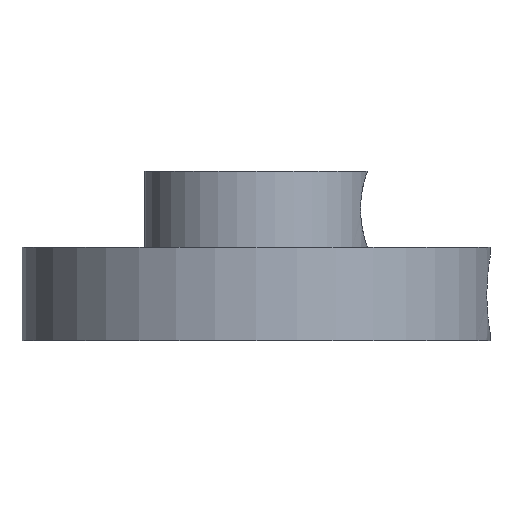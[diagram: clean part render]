
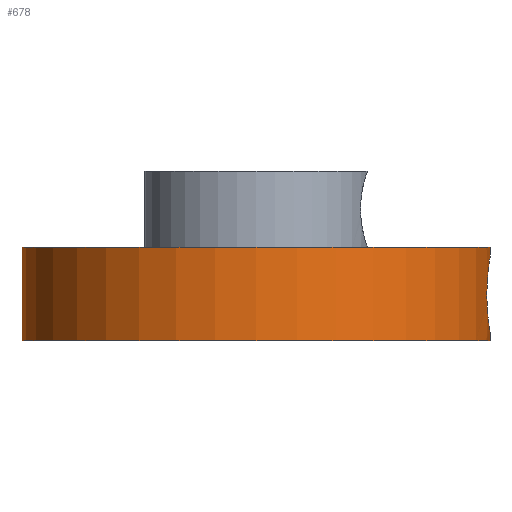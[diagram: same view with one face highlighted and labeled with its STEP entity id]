
A CAD part, front view. The second image highlights one B-rep face of the part: STEP entity #678.
In plain terms, the highlighted cylindrical face has radius 12.7 mm (diameter 25.4 mm), a partial arc.
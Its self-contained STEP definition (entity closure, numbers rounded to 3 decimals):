
#13 = CARTESIAN_POINT ( 'NONE',  ( 12.566, -1.843, 3.403 ) ) ;
#15 = CARTESIAN_POINT ( 'NONE',  ( 0., 0., 0. ) ) ;
#22 = CARTESIAN_POINT ( 'NONE',  ( 12.659, -1.029, 0.717 ) ) ;
#26 = CARTESIAN_POINT ( 'NONE',  ( 12.7, -0.134, 0.445 ) ) ;
#40 = DIRECTION ( 'NONE',  ( 0., 0., -1. ) ) ;
#71 = DIRECTION ( 'NONE',  ( 0., 0., -1. ) ) ;
#87 = CARTESIAN_POINT ( 'NONE',  ( -12.7, 0., 5.08 ) ) ;
#110 = CYLINDRICAL_SURFACE ( 'NONE', #345, 12.7 ) ;
#118 = CARTESIAN_POINT ( 'NONE',  ( 12.7, 0., 0.445 ) ) ;
#125 = CARTESIAN_POINT ( 'NONE',  ( 12.7, 0., 5.08 ) ) ;
#126 = CARTESIAN_POINT ( 'NONE',  ( 12.575, -1.778, 1.466 ) ) ;
#136 = DIRECTION ( 'NONE',  ( 0., 0., -1. ) ) ;
#140 = LINE ( 'NONE', #125, #1266 ) ;
#160 = EDGE_CURVE ( 'NONE', #464, #1016, #631, .T. ) ;
#187 = CARTESIAN_POINT ( 'NONE',  ( 12.698, -0.269, 4.531 ) ) ;
#198 = AXIS2_PLACEMENT_3D ( 'NONE', #495, #890, #1283 ) ;
#227 = CARTESIAN_POINT ( 'NONE',  ( 12.595, -1.63, 1.244 ) ) ;
#233 = ORIENTED_EDGE ( 'NONE', *, *, #484, .T. ) ;
#260 = EDGE_CURVE ( 'NONE', #464, #746, #140, .T. ) ;
#265 = CARTESIAN_POINT ( 'NONE',  ( -12.7, 0., 0. ) ) ;
#280 = CARTESIAN_POINT ( 'NONE',  ( 12.668, -0.91, 4.336 ) ) ;
#307 = CARTESIAN_POINT ( 'NONE',  ( 0., 0., 5.08 ) ) ;
#329 = CARTESIAN_POINT ( 'NONE',  ( 12.689, -0.533, 0.511 ) ) ;
#345 = AXIS2_PLACEMENT_3D ( 'NONE', #307, #136, #716 ) ;
#356 = CARTESIAN_POINT ( 'NONE',  ( 12.536, -2.037, 2.225 ) ) ;
#362 = ORIENTED_EDGE ( 'NONE', *, *, #418, .F. ) ;
#393 = CARTESIAN_POINT ( 'NONE',  ( 12.575, -1.779, 3.523 ) ) ;
#394 = VERTEX_POINT ( 'NONE', #987 ) ;
#397 = CARTESIAN_POINT ( 'NONE',  ( -12.7, 0., 5.08 ) ) ;
#407 = CARTESIAN_POINT ( 'NONE',  ( 12.533, -2.05, 2.763 ) ) ;
#416 = CARTESIAN_POINT ( 'NONE',  ( 12.628, -1.356, 4.038 ) ) ;
#418 = EDGE_CURVE ( 'NONE', #394, #975, #477, .T. ) ;
#420 = DIRECTION ( 'NONE',  ( 1., 0., 0. ) ) ;
#424 = CARTESIAN_POINT ( 'NONE',  ( 12.639, -1.251, 0.865 ) ) ;
#464 = VERTEX_POINT ( 'NONE', #921 ) ;
#476 = EDGE_LOOP ( 'NONE', ( #362, #791, #1171, #480, #1158, #888, #233 ) ) ;
#477 = LINE ( 'NONE', #886, #979 ) ;
#480 = ORIENTED_EDGE ( 'NONE', *, *, #733, .T. ) ;
#484 = EDGE_CURVE ( 'NONE', #1016, #975, #1029, .T. ) ;
#495 = CARTESIAN_POINT ( 'NONE',  ( 0., 0., 5.08 ) ) ;
#524 = CARTESIAN_POINT ( 'NONE',  ( 12.683, -0.661, 0.549 ) ) ;
#568 = CARTESIAN_POINT ( 'NONE',  ( 12.533, -2.05, 2.361 ) ) ;
#571 = CARTESIAN_POINT ( 'NONE',  ( 12.7, 0., 4.545 ) ) ;
#591 = EDGE_CURVE ( 'NONE', #1070, #394, #772, .T. ) ;
#614 = CARTESIAN_POINT ( 'NONE',  ( 12.7, 0., 4.545 ) ) ;
#617 = FACE_OUTER_BOUND ( 'NONE', #476, .T. ) ;
#631 = B_SPLINE_CURVE_WITH_KNOTS ( 'NONE', 3,
 ( #118, #26, #837, #329, #524, #931, #22, #424, #1229, #730, #227, #126, #842, #906, #1104, #356, #568, #1095 ),
 .UNSPECIFIED., .F., .F.,
 ( 4, 2, 2, 2, 2, 2, 2, 2, 4 ),
 ( 0.003, 0.004, 0.004, 0.004, 0.005, 0.005, 0.006, 0.006, 0.006 ),
 .UNSPECIFIED. ) ;
#678 = ADVANCED_FACE ( 'NONE', ( #617 ), #110, .T. ) ;
#694 = CARTESIAN_POINT ( 'NONE',  ( 12.533, -2.05, 2.495 ) ) ;
#713 = CARTESIAN_POINT ( 'NONE',  ( 12.543, -1.996, 3.033 ) ) ;
#716 = DIRECTION ( 'NONE',  ( -1., 0., 0. ) ) ;
#719 = CARTESIAN_POINT ( 'NONE',  ( 12.683, -0.662, 4.44 ) ) ;
#729 = CARTESIAN_POINT ( 'NONE',  ( 12.7, 0., 0. ) ) ;
#730 = CARTESIAN_POINT ( 'NONE',  ( 12.606, -1.545, 1.141 ) ) ;
#733 = EDGE_CURVE ( 'NONE', #981, #746, #1234, .T. ) ;
#746 = VERTEX_POINT ( 'NONE', #729 ) ;
#772 = CIRCLE ( 'NONE', #198, 12.7 ) ;
#791 = ORIENTED_EDGE ( 'NONE', *, *, #591, .F. ) ;
#804 = CARTESIAN_POINT ( 'NONE',  ( 12.659, -1.028, 4.273 ) ) ;
#815 = CARTESIAN_POINT ( 'NONE',  ( 12.595, -1.629, 3.746 ) ) ;
#824 = CARTESIAN_POINT ( 'NONE',  ( 12.69, -0.532, 4.479 ) ) ;
#837 = CARTESIAN_POINT ( 'NONE',  ( 12.698, -0.27, 0.458 ) ) ;
#838 = AXIS2_PLACEMENT_3D ( 'NONE', #15, #1242, #420 ) ;
#842 = CARTESIAN_POINT ( 'NONE',  ( 12.566, -1.842, 1.586 ) ) ;
#850 = VECTOR ( 'NONE', #40, 1000. ) ;
#886 = CARTESIAN_POINT ( 'NONE',  ( 12.7, 0., 5.08 ) ) ;
#888 = ORIENTED_EDGE ( 'NONE', *, *, #160, .T. ) ;
#890 = DIRECTION ( 'NONE',  ( 0., 0., 1. ) ) ;
#906 = CARTESIAN_POINT ( 'NONE',  ( 12.55, -1.945, 1.834 ) ) ;
#921 = CARTESIAN_POINT ( 'NONE',  ( 12.7, 0., 0.445 ) ) ;
#931 = CARTESIAN_POINT ( 'NONE',  ( 12.668, -0.909, 0.652 ) ) ;
#951 = DIRECTION ( 'NONE',  ( 0., 0., -1. ) ) ;
#975 = VERTEX_POINT ( 'NONE', #571 ) ;
#979 = VECTOR ( 'NONE', #71, 1000. ) ;
#981 = VERTEX_POINT ( 'NONE', #265 ) ;
#987 = CARTESIAN_POINT ( 'NONE',  ( 12.7, 0., 5.08 ) ) ;
#1016 = VERTEX_POINT ( 'NONE', #694 ) ;
#1029 = B_SPLINE_CURVE_WITH_KNOTS ( 'NONE', 3,
 ( #1110, #407, #713, #13, #393, #815, #1213, #416, #1287, #804, #280, #719, #824, #187, #1199, #614 ),
 .UNSPECIFIED., .F., .F.,
 ( 4, 2, 2, 2, 2, 2, 2, 4 ),
 ( 0.006, 0.007, 0.008, 0.008, 0.008, 0.009, 0.009, 0.01 ),
 .UNSPECIFIED. ) ;
#1070 = VERTEX_POINT ( 'NONE', #87 ) ;
#1095 = CARTESIAN_POINT ( 'NONE',  ( 12.533, -2.05, 2.495 ) ) ;
#1104 = CARTESIAN_POINT ( 'NONE',  ( 12.544, -1.984, 1.962 ) ) ;
#1110 = CARTESIAN_POINT ( 'NONE',  ( 12.533, -2.05, 2.495 ) ) ;
#1122 = LINE ( 'NONE', #397, #850 ) ;
#1146 = EDGE_CURVE ( 'NONE', #1070, #981, #1122, .T. ) ;
#1158 = ORIENTED_EDGE ( 'NONE', *, *, #260, .F. ) ;
#1171 = ORIENTED_EDGE ( 'NONE', *, *, #1146, .T. ) ;
#1199 = CARTESIAN_POINT ( 'NONE',  ( 12.7, -0.135, 4.545 ) ) ;
#1213 = CARTESIAN_POINT ( 'NONE',  ( 12.606, -1.545, 3.849 ) ) ;
#1229 = CARTESIAN_POINT ( 'NONE',  ( 12.628, -1.354, 0.95 ) ) ;
#1234 = CIRCLE ( 'NONE', #838, 12.7 ) ;
#1242 = DIRECTION ( 'NONE',  ( 0., 0., 1. ) ) ;
#1266 = VECTOR ( 'NONE', #951, 1000. ) ;
#1283 = DIRECTION ( 'NONE',  ( 1., 0., 0. ) ) ;
#1287 = CARTESIAN_POINT ( 'NONE',  ( 12.639, -1.25, 4.125 ) ) ;
